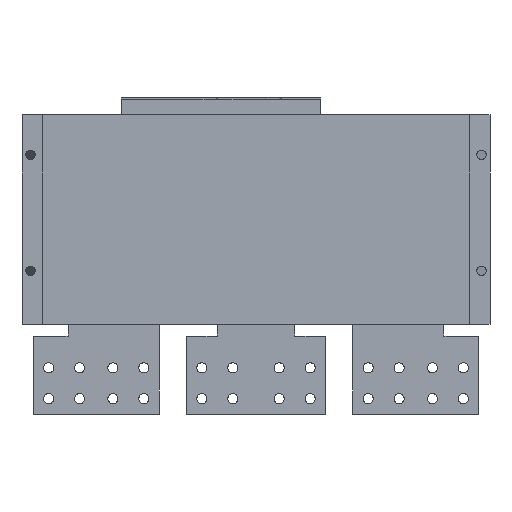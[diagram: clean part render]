
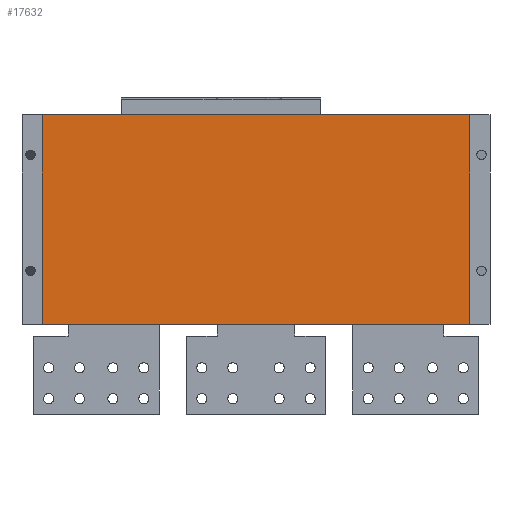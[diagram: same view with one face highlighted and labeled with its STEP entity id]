
A CAD part, front view. The second image highlights one B-rep face of the part: STEP entity #17632.
In plain terms, the highlighted planar face has unit normal (0, -1, 0).
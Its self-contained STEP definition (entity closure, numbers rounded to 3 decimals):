
#15 = ORIENTED_EDGE ( 'NONE', *, *, #16467, .F. ) ;
#82 = CARTESIAN_POINT ( 'NONE',  ( 276.5, 0., -271. ) ) ;
#1068 = LINE ( 'NONE', #10824, #2721 ) ;
#2024 = EDGE_LOOP ( 'NONE', ( #6636, #15, #8983, #11854 ) ) ;
#2721 = VECTOR ( 'NONE', #17326, 1000. ) ;
#2932 = VECTOR ( 'NONE', #12611, 1000. ) ;
#3176 = VERTEX_POINT ( 'NONE', #19902 ) ;
#3970 = EDGE_CURVE ( 'NONE', #3176, #9521, #1068, .T. ) ;
#4051 = DIRECTION ( 'NONE',  ( 1., 0., 0. ) ) ;
#4633 = CARTESIAN_POINT ( 'NONE',  ( -276.5, 0., 0. ) ) ;
#4934 = VERTEX_POINT ( 'NONE', #18019 ) ;
#6636 = ORIENTED_EDGE ( 'NONE', *, *, #18033, .F. ) ;
#7350 = EDGE_CURVE ( 'NONE', #9521, #4934, #10660, .T. ) ;
#7537 = DIRECTION ( 'NONE',  ( 0., -1., 0. ) ) ;
#7641 = CARTESIAN_POINT ( 'NONE',  ( 276.5, 0., -271. ) ) ;
#8983 = ORIENTED_EDGE ( 'NONE', *, *, #3970, .T. ) ;
#9046 = CARTESIAN_POINT ( 'NONE',  ( -276.5, 0., -271. ) ) ;
#9521 = VERTEX_POINT ( 'NONE', #82 ) ;
#10660 = LINE ( 'NONE', #11087, #2932 ) ;
#10708 = VECTOR ( 'NONE', #4051, 1000. ) ;
#10781 = FACE_OUTER_BOUND ( 'NONE', #2024, .T. ) ;
#10824 = CARTESIAN_POINT ( 'NONE',  ( 276.5, 0., -271. ) ) ;
#11042 = VERTEX_POINT ( 'NONE', #4633 ) ;
#11087 = CARTESIAN_POINT ( 'NONE',  ( 276.5, 0., -271. ) ) ;
#11854 = ORIENTED_EDGE ( 'NONE', *, *, #7350, .T. ) ;
#12611 = DIRECTION ( 'NONE',  ( 0., 0., 1. ) ) ;
#13362 = CARTESIAN_POINT ( 'NONE',  ( 276.5, 0., 0. ) ) ;
#13430 = VECTOR ( 'NONE', #14020, 1000. ) ;
#14020 = DIRECTION ( 'NONE',  ( 0., 0., 1. ) ) ;
#14027 = PLANE ( 'NONE',  #15203 ) ;
#14989 = LINE ( 'NONE', #13362, #10708 ) ;
#15203 = AXIS2_PLACEMENT_3D ( 'NONE', #7641, #7537, #20623 ) ;
#16467 = EDGE_CURVE ( 'NONE', #3176, #11042, #20516, .T. ) ;
#17326 = DIRECTION ( 'NONE',  ( 1., 0., 0. ) ) ;
#17632 = ADVANCED_FACE ( 'NONE', ( #10781 ), #14027, .T. ) ;
#18019 = CARTESIAN_POINT ( 'NONE',  ( 276.5, 0., 0. ) ) ;
#18033 = EDGE_CURVE ( 'NONE', #11042, #4934, #14989, .T. ) ;
#19902 = CARTESIAN_POINT ( 'NONE',  ( -276.5, 0., -271. ) ) ;
#20516 = LINE ( 'NONE', #9046, #13430 ) ;
#20623 = DIRECTION ( 'NONE',  ( 1., 0., 0. ) ) ;
